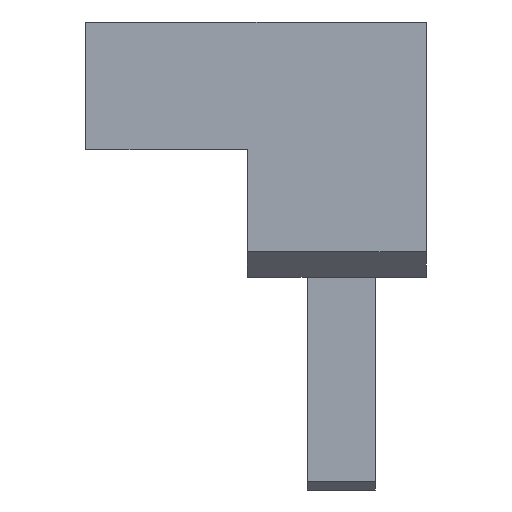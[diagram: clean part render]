
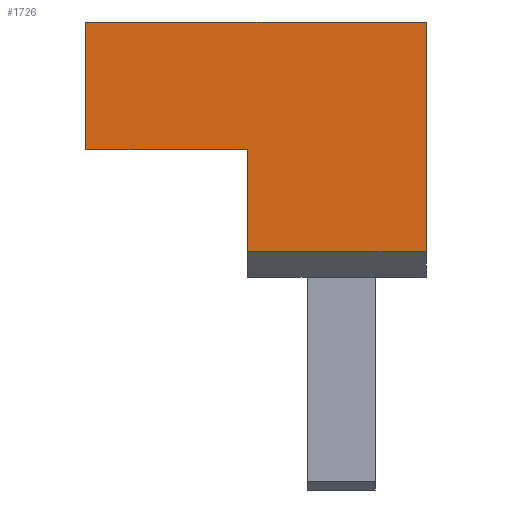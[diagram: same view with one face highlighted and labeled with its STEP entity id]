
A CAD part, left-side view. The second image highlights one B-rep face of the part: STEP entity #1726.
In plain terms, the highlighted planar face has unit normal (-1, 0, 0).
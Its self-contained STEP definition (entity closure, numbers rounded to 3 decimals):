
#1674=AXIS2_PLACEMENT_3D('Plane Axis2P3D',#1671,#1672,#1673) ;
#1671=CARTESIAN_POINT('Axis2P3D Location',(-50.,0.,0.)) ;
#1676=CARTESIAN_POINT('Line Origine',(-50.,23.5,125.)) ;
#1680=CARTESIAN_POINT('Vertex',(-50.,13.,125.)) ;
#1682=CARTESIAN_POINT('Vertex',(-50.,34.,125.)) ;
#1685=CARTESIAN_POINT('Line Origine',(-50.,13.,138.5)) ;
#1689=CARTESIAN_POINT('Vertex',(-50.,13.,152.)) ;
#1692=CARTESIAN_POINT('Line Origine',(-50.,33.,152.)) ;
#1696=CARTESIAN_POINT('Vertex',(-50.,53.,152.)) ;
#1699=CARTESIAN_POINT('Line Origine',(-50.,53.,144.5)) ;
#1703=CARTESIAN_POINT('Vertex',(-50.,53.,137.)) ;
#1706=CARTESIAN_POINT('Line Origine',(-50.,43.5,137.)) ;
#1710=CARTESIAN_POINT('Vertex',(-50.,34.,137.)) ;
#1713=CARTESIAN_POINT('Line Origine',(-50.,34.,131.)) ;
#1672=DIRECTION('Axis2P3D Direction',(1.,0.,0.)) ;
#1673=DIRECTION('Axis2P3D XDirection',(0.,1.,0.)) ;
#1677=DIRECTION('Vector Direction',(0.,1.,0.)) ;
#1686=DIRECTION('Vector Direction',(0.,0.,1.)) ;
#1693=DIRECTION('Vector Direction',(0.,1.,0.)) ;
#1700=DIRECTION('Vector Direction',(0.,0.,-1.)) ;
#1707=DIRECTION('Vector Direction',(0.,-1.,0.)) ;
#1714=DIRECTION('Vector Direction',(0.,0.,-1.)) ;
#1678=VECTOR('Line Direction',#1677,1.) ;
#1687=VECTOR('Line Direction',#1686,1.) ;
#1694=VECTOR('Line Direction',#1693,1.) ;
#1701=VECTOR('Line Direction',#1700,1.) ;
#1708=VECTOR('Line Direction',#1707,1.) ;
#1715=VECTOR('Line Direction',#1714,1.) ;
#1719=ORIENTED_EDGE('',*,*,#1684,.F.) ;
#1720=ORIENTED_EDGE('',*,*,#1691,.F.) ;
#1721=ORIENTED_EDGE('',*,*,#1698,.F.) ;
#1722=ORIENTED_EDGE('',*,*,#1705,.F.) ;
#1723=ORIENTED_EDGE('',*,*,#1712,.F.) ;
#1724=ORIENTED_EDGE('',*,*,#1717,.F.) ;
#1726=ADVANCED_FACE('Terminali anteriori multicavo MC superiori',(#1725),#1675,.F.) ;
#1684=EDGE_CURVE('',#1681,#1683,#1679,.T.) ;
#1691=EDGE_CURVE('',#1690,#1681,#1688,.F.) ;
#1698=EDGE_CURVE('',#1697,#1690,#1695,.F.) ;
#1705=EDGE_CURVE('',#1704,#1697,#1702,.F.) ;
#1712=EDGE_CURVE('',#1711,#1704,#1709,.F.) ;
#1717=EDGE_CURVE('',#1683,#1711,#1716,.F.) ;
#1718=EDGE_LOOP('',(#1719,#1720,#1721,#1722,#1723,#1724)) ;
#1725=FACE_OUTER_BOUND('',#1718,.T.) ;
#1679=LINE('Line',#1676,#1678) ;
#1688=LINE('Line',#1685,#1687) ;
#1695=LINE('Line',#1692,#1694) ;
#1702=LINE('Line',#1699,#1701) ;
#1709=LINE('Line',#1706,#1708) ;
#1716=LINE('Line',#1713,#1715) ;
#1675=PLANE('',#1674) ;
#1681=VERTEX_POINT('',#1680) ;
#1683=VERTEX_POINT('',#1682) ;
#1690=VERTEX_POINT('',#1689) ;
#1697=VERTEX_POINT('',#1696) ;
#1704=VERTEX_POINT('',#1703) ;
#1711=VERTEX_POINT('',#1710) ;
